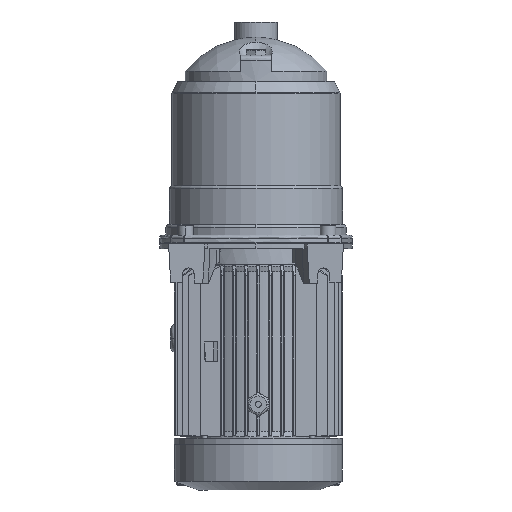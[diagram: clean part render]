
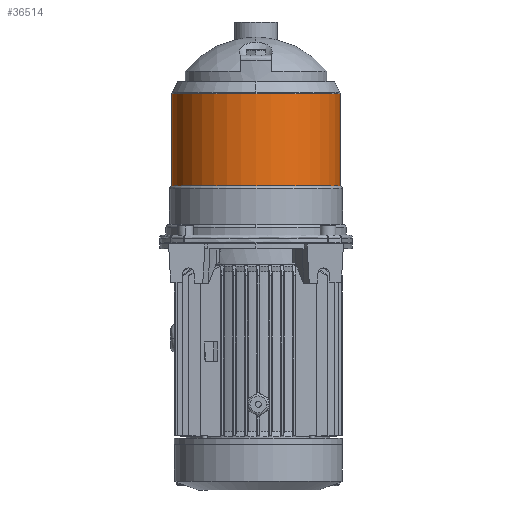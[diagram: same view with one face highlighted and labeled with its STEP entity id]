
A CAD part, front view. The second image highlights one B-rep face of the part: STEP entity #36514.
In plain terms, the highlighted cylindrical face has radius 70.2 mm (diameter 140.4 mm), a partial arc.
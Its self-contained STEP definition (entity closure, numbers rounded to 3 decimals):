
#1775 = CIRCLE ( 'NONE', #59580, 70.2 ) ;
#3936 = LINE ( 'NONE', #68638, #56714 ) ;
#6075 = CYLINDRICAL_SURFACE ( 'NONE', #58106, 70.2 ) ;
#6832 = DIRECTION ( 'NONE',  ( -1., 0., 0. ) ) ;
#11984 = EDGE_CURVE ( 'NONE', #60810, #33177, #53476, .T. ) ;
#16075 = VERTEX_POINT ( 'NONE', #32180 ) ;
#16231 = EDGE_CURVE ( 'NONE', #60810, #43636, #1775, .T. ) ;
#16819 = ORIENTED_EDGE ( 'NONE', *, *, #50354, .T. ) ;
#17781 = DIRECTION ( 'NONE',  ( -1., 0., 0. ) ) ;
#21061 = CARTESIAN_POINT ( 'NONE',  ( 0., 1.43, 65.191 ) ) ;
#25478 = DIRECTION ( 'NONE',  ( 0., 0., -1. ) ) ;
#25666 = ORIENTED_EDGE ( 'NONE', *, *, #63241, .T. ) ;
#29376 = CARTESIAN_POINT ( 'NONE',  ( 0., -68.77, 141.983 ) ) ;
#30529 = CIRCLE ( 'NONE', #56703, 70.2 ) ;
#31724 = DIRECTION ( 'NONE',  ( 0., 0., -1. ) ) ;
#32180 = CARTESIAN_POINT ( 'NONE',  ( -70.2, 1.43, 141.983 ) ) ;
#33177 = VERTEX_POINT ( 'NONE', #54914 ) ;
#36180 = VERTEX_POINT ( 'NONE', #53607 ) ;
#36493 = EDGE_LOOP ( 'NONE', ( #53886, #67519, #16819, #25666, #71309 ) ) ;
#36514 = ADVANCED_FACE ( 'NONE', ( #78507 ), #6075, .T. ) ;
#38136 = EDGE_CURVE ( 'NONE', #36180, #33177, #30529, .T. ) ;
#39956 = AXIS2_PLACEMENT_3D ( 'NONE', #51163, #31724, #52425 ) ;
#43177 = DIRECTION ( 'NONE',  ( 0., 0., -1. ) ) ;
#43636 = VERTEX_POINT ( 'NONE', #29376 ) ;
#46154 = CARTESIAN_POINT ( 'NONE',  ( 70.2, 1.43, 65.191 ) ) ;
#46506 = DIRECTION ( 'NONE',  ( 0., 0., 1. ) ) ;
#47280 = DIRECTION ( 'NONE',  ( 0., 0., -1. ) ) ;
#50354 = EDGE_CURVE ( 'NONE', #43636, #16075, #70263, .T. ) ;
#51163 = CARTESIAN_POINT ( 'NONE',  ( 0., 1.43, 141.983 ) ) ;
#51370 = CARTESIAN_POINT ( 'NONE',  ( 0., 1.43, 65.191 ) ) ;
#52425 = DIRECTION ( 'NONE',  ( -1., 0., 0. ) ) ;
#53476 = LINE ( 'NONE', #46154, #67191 ) ;
#53607 = CARTESIAN_POINT ( 'NONE',  ( -70.2, 1.43, 65.191 ) ) ;
#53886 = ORIENTED_EDGE ( 'NONE', *, *, #11984, .F. ) ;
#54914 = CARTESIAN_POINT ( 'NONE',  ( 70.2, 1.43, 65.191 ) ) ;
#56703 = AXIS2_PLACEMENT_3D ( 'NONE', #21061, #46506, #6832 ) ;
#56714 = VECTOR ( 'NONE', #43177, 1000. ) ;
#58106 = AXIS2_PLACEMENT_3D ( 'NONE', #51370, #25478, #17781 ) ;
#59580 = AXIS2_PLACEMENT_3D ( 'NONE', #60635, #47280, #66282 ) ;
#60635 = CARTESIAN_POINT ( 'NONE',  ( 0., 1.43, 141.983 ) ) ;
#60810 = VERTEX_POINT ( 'NONE', #62471 ) ;
#62471 = CARTESIAN_POINT ( 'NONE',  ( 70.2, 1.43, 141.983 ) ) ;
#63241 = EDGE_CURVE ( 'NONE', #16075, #36180, #3936, .T. ) ;
#66282 = DIRECTION ( 'NONE',  ( -1., 0., 0. ) ) ;
#67191 = VECTOR ( 'NONE', #73293, 1000. ) ;
#67519 = ORIENTED_EDGE ( 'NONE', *, *, #16231, .T. ) ;
#68638 = CARTESIAN_POINT ( 'NONE',  ( -70.2, 1.43, 65.191 ) ) ;
#70263 = CIRCLE ( 'NONE', #39956, 70.2 ) ;
#71309 = ORIENTED_EDGE ( 'NONE', *, *, #38136, .T. ) ;
#73293 = DIRECTION ( 'NONE',  ( 0., 0., -1. ) ) ;
#78507 = FACE_OUTER_BOUND ( 'NONE', #36493, .T. ) ;
